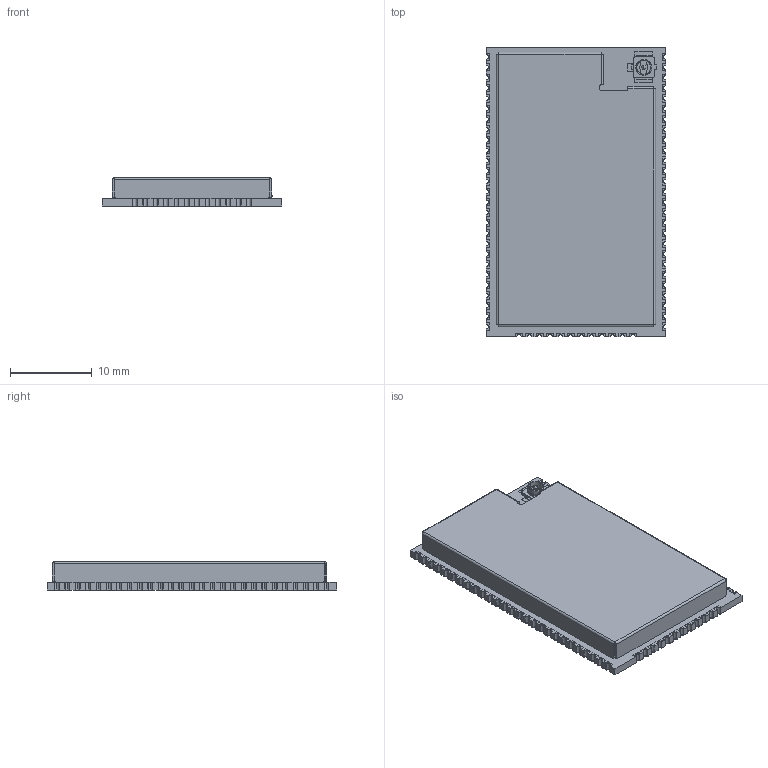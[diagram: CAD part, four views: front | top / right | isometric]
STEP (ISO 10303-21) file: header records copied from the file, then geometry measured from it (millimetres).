
FILE_DESCRIPTION (( 'STEP AP214' ), '1' );
FILE_NAME ('ESP32-DU1906-U_20211119.STEP', '2021-11-19T12:16:55', ( '' ), ( '' ), 'SwSTEP 2.0', 'SolidWorks', '' );
FILE_SCHEMA (( 'AUTOMOTIVE_DESIGN' ));
Length unit declared in the file: millimetre
Products named in the file (528): Submodel-R0201_part^DesignRootModel_PCB_ESP32-DU1906-U_V1(2)_PCB_ESP32-DU1906-U_V1; C0201_20210301.STEP^Submodel-C0201_part_DesignRootModel_PCB_ESP32-DU1906-U_V1(2)_PCB_ESP32-DU1906-U_V1; uid__1-959^DesignRootModel_PCB_ESP32-DU1906-U_V1(2)_PCB_ESP32-DU1906-U_V1; R0201_20210301.STEP^Submodel-R0201_part_DesignRootModel_PCB_ESP32-DU1906-U_V1(2)_PCB_ESP32-DU1906-U_V1; uid__1-524^DesignRootModel_PCB_ESP32-DU1906-U_V1(2)_PCB_ESP32-DU1906-U_V1; uid__1-917^DesignRootModel_PCB_ESP32-DU1906-U_V1(2)_PCB_ESP32-DU1906-U_V1; uid__1-704^DesignRootModel_PCB_ESP32-DU1906-U_V1(2)_PCB_ESP32-DU1906-U_V1; uid__1-832^DesignRootModel_PCB_ESP32-DU1906-U_V1(2)_PCB_ESP32-DU1906-U_V1; uid__1-976^DesignRootModel_PCB_ESP32-DU1906-U_V1(2)_PCB_ESP32-DU1906-U_V1; uid__1-973^DesignRootModel_PCB_ESP32-DU1906-U_V1(2)_PCB_ESP32-DU1906-U_V1; uid__1-1169^DesignRootModel_PCB_ESP32-DU1906-U_V1(2)_PCB_ESP32-DU1906-U_V1; uid__1-1119^DesignRootModel_PCB_ESP32-DU1906-U_V1(2)_PCB_ESP32-DU1906-U_V1; C0402_20210301.STEP^Submodel-C0402_part_DesignRootModel_PCB_ESP32-DU1906-U_V1(2)_PCB_ESP32-DU1906-U_V1; uid__1-689^DesignRootModel_PCB_ESP32-DU1906-U_V1(2)_PCB_ESP32-DU1906-U_V1; uid__1-585^DesignRootModel_PCB_ESP32-DU1906-U_V1(2)_PCB_ESP32-DU1906-U_V1; uid__1-951^DesignRootModel_PCB_ESP32-DU1906-U_V1(2)_PCB_ESP32-DU1906-U_V1; Submodel-C0201_part^DesignRootModel_PCB_ESP32-DU1906-U_V1(2)_PCB_ESP32-DU1906-U_V1; uid__1-532^DesignRootModel_PCB_ESP32-DU1906-U_V1(2)_PCB_ESP32-DU1906-U_V1; uid__1-789^DesignRootModel_PCB_ESP32-DU1906-U_V1(2)_PCB_ESP32-DU1906-U_V1; uid__1-1094^DesignRootModel_PCB_ESP32-DU1906-U_V1(2)_PCB_ESP32-DU1906-U_V1; uid__1-749^DesignRootModel_PCB_ESP32-DU1906-U_V1(2)_PCB_ESP32-DU1906-U_V1; uid__1-1022^DesignRootModel_PCB_ESP32-DU1906-U_V1(2)_PCB_ESP32-DU1906-U_V1; padA; uid__1-791^DesignRootModel_PCB_ESP32-DU1906-U_V1(2)_PCB_ESP32-DU1906-U_V1; uid__1-923^DesignRootModel_PCB_ESP32-DU1906-U_V1(2)_PCB_ESP32-DU1906-U_V1; uid__1-700^DesignRootModel_PCB_ESP32-DU1906-U_V1(2)_PCB_ESP32-DU1906-U_V1; uid__1-953^DesignRootModel_PCB_ESP32-DU1906-U_V1(2)_PCB_ESP32-DU1906-U_V1; uid__1-890^DesignRootModel_PCB_ESP32-DU1906-U_V1(2)_PCB_ESP32-DU1906-U_V1; uid__1-1070^DesignRootModel_PCB_ESP32-DU1906-U_V1(2)_PCB_ESP32-DU1906-U_V1; uid__1-724^DesignRootModel_PCB_ESP32-DU1906-U_V1(2)_PCB_ESP32-DU1906-U_V1; uid__1-805^DesignRootModel_PCB_ESP32-DU1906-U_V1(2)_PCB_ESP32-DU1906-U_V1; Submodel-SOD882_part^DesignRootModel_PCB_ESP32-DU1906-U_V1(2)_PCB_ESP32-DU1906-U_V1; uid__1-995^DesignRootModel_PCB_ESP32-DU1906-U_V1(2)_PCB_ESP32-DU1906-U_V1; uid__1-763^DesignRootModel_PCB_ESP32-DU1906-U_V1(2)_PCB_ESP32-DU1906-U_V1; uid__1-954^DesignRootModel_PCB_ESP32-DU1906-U_V1(2)_PCB_ESP32-DU1906-U_V1; uid__1-861^DesignRootModel_PCB_ESP32-DU1906-U_V1(2)_PCB_ESP32-DU1906-U_V1; uid__1-1055^DesignRootModel_PCB_ESP32-DU1906-U_V1(2)_PCB_ESP32-DU1906-U_V1; uid__1-642^DesignRootModel_PCB_ESP32-DU1906-U_V1(2)_PCB_ESP32-DU1906-U_V1; uid__1-784^DesignRootModel_PCB_ESP32-DU1906-U_V1(2)_PCB_ESP32-DU1906-U_V1; uid__1-882^DesignRootModel_PCB_ESP32-DU1906-U_V1(2)_PCB_ESP32-DU1906-U_V1 ...
Assembly tree (671 placements, depth 6):
  ESP32-DU1906-U_20211119
    PCB_ESP32-DU1906-U_V1(2)^PCB_ESP32-DU1906-U_V1
      DesignRootModel^PCB_ESP32-DU1906-U_V1(2)_PCB_ESP32-DU1906-U_V1
        Submodel-R0201_part^DesignRootModel_PCB_ESP32-DU1906-U_V1(2)_PCB_ESP32-DU1906-U_V1
          R0201_20210301.STEP^Submodel-R0201_part_DesignRootModel_PCB_ESP32-DU1906-U_V1(2)_PCB_ESP32-DU1906-U_V1
            R0201_20210301.STEP^R0201_20210301.STEP_Submodel-R0201_part_DesignRootModel_PCB_ESP32-DU1906-U_V1(2)_PCB_ESP32-DU1906-U_V1
        Submodel-R0201_part^DesignRootModel_PCB_ESP32-DU1906-U_V1(2)_PCB_ESP32-DU1906-U_V1
          R0201_20210301.STEP^Submodel-R0201_part_DesignRootModel_PCB_ESP32-DU1906-U_V1(2)_PCB_ESP32-DU1906-U_V1
            R0201_20210301.STEP^R0201_20210301.STEP_Submodel-R0201_part_DesignRootModel_PCB_ESP32-DU1906-U_V1(2)_PCB_ESP32-DU1906-U_V1
        Submodel-R0201_part^DesignRootModel_PCB_ESP32-DU1906-U_V1(2)_PCB_ESP32-DU1906-U_V1
          R0201_20210301.STEP^Submodel-R0201_part_DesignRootModel_PCB_ESP32-DU1906-U_V1(2)_PCB_ESP32-DU1906-U_V1
            R0201_20210301.STEP^R0201_20210301.STEP_Submodel-R0201_part_DesignRootModel_PCB_ESP32-DU1906-U_V1(2)_PCB_ESP32-DU1906-U_V1
        Submodel-R0201_part^DesignRootModel_PCB_ESP32-DU1906-U_V1(2)_PCB_ESP32-DU1906-U_V1
          R0201_20210301.STEP^Submodel-R0201_part_DesignRootModel_PCB_ESP32-DU1906-U_V1(2)_PCB_ESP32-DU1906-U_V1
            R0201_20210301.STEP^R0201_20210301.STEP_Submodel-R0201_part_DesignRootModel_PCB_ESP32-DU1906-U_V1(2)_PCB_ESP32-DU1906-U_V1
        Submodel-R0201_part^DesignRootModel_PCB_ESP32-DU1906-U_V1(2)_PCB_ESP32-DU1906-U_V1
          R0201_20210301.STEP^Submodel-R0201_part_DesignRootModel_PCB_ESP32-DU1906-U_V1(2)_PCB_ESP32-DU1906-U_V1
            R0201_20210301.STEP^R0201_20210301.STEP_Submodel-R0201_part_DesignRootModel_PCB_ESP32-DU1906-U_V1(2)_PCB_ESP32-DU1906-U_V1
        Submodel-XTAL3225_part^DesignRootModel_PCB_ESP32-DU1906-U_V1(2)_PCB_ESP32-DU1906-U_V1
          XTAL3225_20210301.STEP^Submodel-XTAL3225_part_DesignRootModel_PCB_ESP32-DU1906-U_V1(2)_PCB_ESP32-DU1906-U_V1
            XTAL3225_20210301.STEP^XTAL3225_20210301.STEP_Submodel-XTAL3225_part_DesignRootModel_PCB_ESP32-DU1906-U_V1(2)_PCB_ESP32-DU1906-U_V1
        Submodel-XTAL3225_part^DesignRootModel_PCB_ESP32-DU1906-U_V1(2)_PCB_ESP32-DU1906-U_V1
          XTAL3225_20210301.STEP^Submodel-XTAL3225_part_DesignRootModel_PCB_ESP32-DU1906-U_V1(2)_PCB_ESP32-DU1906-U_V1
            XTAL3225_20210301.STEP^XTAL3225_20210301.STEP_Submodel-XTAL3225_part_DesignRootModel_PCB_ESP32-DU1906-U_V1(2)_PCB_ESP32-DU1906-U_V1
        Submodel-SOP8_1P27_5P4_part^DesignRootModel_PCB_ESP32-DU1906-U_V1(2)_PCB_ESP32-DU1906-U_V1
          PSRAM_20210301.STEP^Submodel-SOP8_1P27_5P4_part_DesignRootModel_PCB_ESP32-DU1906-U_V1(2)_PCB_ESP32-DU1906-U_V1
            PSRAM_20210301.STEP^PSRAM_20210301.STEP_Submodel-SOP8_1P27_5P4_part_DesignRootModel_PCB_ESP32-DU1906-U_V1(2)_PCB_ESP32-DU1906-U_V1
        Submodel-QFN48EB_0P35_5_part^DesignRootModel_PCB_ESP32-DU1906-U_V1(2)_PCB_ESP32-DU1906-U_V1
          ESP32_5x5_20210301.STEP^Submodel-QFN48EB_0P35_5_part_DesignRootModel_PCB_ESP32-DU1906-U_V1(2)_PCB_ESP32-DU1906-U_V1
            ESP32_5x5_20210301.STEP^ESP32_5x5_20210301.STEP_Submodel-QFN48EB_0P35_5_part_DesignRootModel_PCB_ESP32-DU1906-U_V1(2)_PCB_ESP32-DU1906-U_V1
        Submodel-SOIC08-WN_part^DesignRootModel_PCB_ESP32-DU1906-U_V1(2)_PCB_ESP32-DU1906-U_V1
          SOIC8_208_20210301.STEP^Submodel-SOIC08-WN_part_DesignRootModel_PCB_ESP32-DU1906-U_V1(2)_PCB_ESP32-DU1906-U_V1
            SOIC8_208_20210301.STEP^SOIC8_208_20210301.STEP_Submodel-SOIC08-WN_part_DesignRootModel_PCB_ESP32-DU1906-U_V1(2)_PCB_ESP32-DU1906-U_V1
        Submodel-QFN64_0P4_8_part^DesignRootModel_PCB_ESP32-DU1906-U_V1(2)_PCB_ESP32-DU1906-U_V1
          DU1906.STEP^Submodel-QFN64_0P4_8_part_DesignRootModel_PCB_ESP32-DU1906-U_V1(2)_PCB_ESP32-DU1906-U_V1
            DU1906.STEP^DU1906.STEP_Submodel-QFN64_0P4_8_part_DesignRootModel_PCB_ESP32-DU1906-U_V1(2)_PCB_ESP32-DU1906-U_V1
        Submodel-R0402_part^DesignRootModel_PCB_ESP32-DU1906-U_V1(2)_PCB_ESP32-DU1906-U_V1
          R0402_20210301.STEP^Submodel-R0402_part_DesignRootModel_PCB_ESP32-DU1906-U_V1(2)_PCB_ESP32-DU1906-U_V1
            R0402_20210301.STEP^R0402_20210301.STEP_Submodel-R0402_part_DesignRootModel_PCB_ESP32-DU1906-U_V1(2)_PCB_ESP32-DU1906-U_V1
        Submodel-R0402_part^DesignRootModel_PCB_ESP32-DU1906-U_V1(2)_PCB_ESP32-DU1906-U_V1
          R0402_20210301.STEP^Submodel-R0402_part_DesignRootModel_PCB_ESP32-DU1906-U_V1(2)_PCB_ESP32-DU1906-U_V1
            R0402_20210301.STEP^R0402_20210301.STEP_Submodel-R0402_part_DesignRootModel_PCB_ESP32-DU1906-U_V1(2)_PCB_ESP32-DU1906-U_V1
        Submodel-R0201_part^DesignRootModel_PCB_ESP32-DU1906-U_V1(2)_PCB_ESP32-DU1906-U_V1
          R0201_20210301.STEP^Submodel-R0201_part_DesignRootModel_PCB_ESP32-DU1906-U_V1(2)_PCB_ESP32-DU1906-U_V1
            R0201_20210301.STEP^R0201_20210301.STEP_Submodel-R0201_part_DesignRootModel_PCB_ESP32-DU1906-U_V1(2)_PCB_ESP32-DU1906-U_V1
        Submodel-R0201_part^DesignRootModel_PCB_ESP32-DU1906-U_V1(2)_PCB_ESP32-DU1906-U_V1
          R0201_20210301.STEP^Submodel-R0201_part_DesignRootModel_PCB_ESP32-DU1906-U_V1(2)_PCB_ESP32-DU1906-U_V1
            R0201_20210301.STEP^R0201_20210301.STEP_Submodel-R0201_part_DesignRootModel_PCB_ESP32-DU1906-U_V1(2)_PCB_ESP32-DU1906-U_V1
        Submodel-R0201_part^DesignRootModel_PCB_ESP32-DU1906-U_V1(2)_PCB_ESP32-DU1906-U_V1
          R0201_20210301.STEP^Submodel-R0201_part_DesignRootModel_PCB_ESP32-DU1906-U_V1(2)_PCB_ESP32-DU1906-U_V1
            R0201_20210301.STEP^R0201_20210301.STEP_Submodel-R0201_part_DesignRootModel_PCB_ESP32-DU1906-U_V1(2)_PCB_ESP32-DU1906-U_V1
        Submodel-R0201_part^DesignRootModel_PCB_ESP32-DU1906-U_V1(2)_PCB_ESP32-DU1906-U_V1
          R0201_20210301.STEP^Submodel-R0201_part_DesignRootModel_PCB_ESP32-DU1906-U_V1(2)_PCB_ESP32-DU1906-U_V1
            R0201_20210301.STEP^R0201_20210301.STEP_Submodel-R0201_part_DesignRootModel_PCB_ESP32-DU1906-U_V1(2)_PCB_ESP32-DU1906-U_V1
        Submodel-R0201_part^DesignRootModel_PCB_ESP32-DU1906-U_V1(2)_PCB_ESP32-DU1906-U_V1
          R0201_20210301.STEP^Submodel-R0201_part_DesignRootModel_PCB_ESP32-DU1906-U_V1(2)_PCB_ESP32-DU1906-U_V1
            R0201_20210301.STEP^R0201_20210301.STEP_Submodel-R0201_part_DesignRootModel_PCB_ESP32-DU1906-U_V1(2)_PCB_ESP32-DU1906-U_V1
        Submodel-R0201_part^DesignRootModel_PCB_ESP32-DU1906-U_V1(2)_PCB_ESP32-DU1906-U_V1
          R0201_20210301.STEP^Submodel-R0201_part_DesignRootModel_PCB_ESP32-DU1906-U_V1(2)_PCB_ESP32-DU1906-U_V1
            R0201_20210301.STEP^R0201_20210301.STEP_Submodel-R0201_part_DesignRootModel_PCB_ESP32-DU1906-U_V1(2)_PCB_ESP32-DU1906-U_V1
Bounding box: 22 x 35.5 x 3.5 mm (x, y, z)
Volume: 1054.3 mm3; surface area: 4666.8 mm2
Topology: 632 solids, 634 shells, 8730 faces, 20971 edges, 13271 vertices
Faces by surface type: plane 6543, cylinder 1707, sphere 396, bspline 70, torus 8, cone 6
Entity records: 158068 total; most frequent: CARTESIAN_POINT 28855, DIRECTION 22859, ORIENTED_EDGE 21828, EDGE_CURVE 10914, VECTOR 9445, LINE 9445, VERTEX_POINT 7191, AXIS2_PLACEMENT_3D 6707
